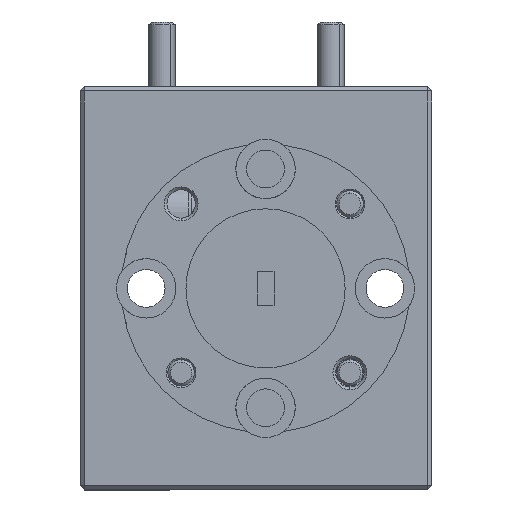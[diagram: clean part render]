
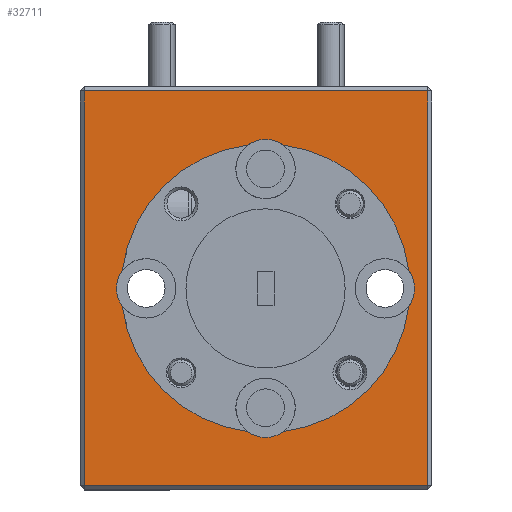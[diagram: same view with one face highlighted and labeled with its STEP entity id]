
A CAD part, left-side view. The second image highlights one B-rep face of the part: STEP entity #32711.
In plain terms, the highlighted planar face has unit normal (-1, 0, 0).
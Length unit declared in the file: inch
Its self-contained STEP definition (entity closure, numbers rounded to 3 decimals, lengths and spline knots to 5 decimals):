
#187 = CIRCLE ( 'NONE', #26339, 0.07 ) ;
#204 = VERTEX_POINT ( 'NONE', #7034 ) ;
#694 = DIRECTION ( 'NONE',  ( 0., 0., 1. ) ) ;
#710 = ORIENTED_EDGE ( 'NONE', *, *, #33587, .F. ) ;
#1219 = EDGE_CURVE ( 'NONE', #37208, #30518, #24629, .T. ) ;
#1985 = LINE ( 'NONE', #28077, #10556 ) ;
#2872 = ORIENTED_EDGE ( 'NONE', *, *, #34548, .F. ) ;
#2913 = LINE ( 'NONE', #8221, #25195 ) ;
#2990 = ORIENTED_EDGE ( 'NONE', *, *, #9659, .F. ) ;
#3432 = AXIS2_PLACEMENT_3D ( 'NONE', #12141, #26062, #29261 ) ;
#3720 = VERTEX_POINT ( 'NONE', #31087 ) ;
#3772 = DIRECTION ( 'NONE',  ( 0., 0., 1. ) ) ;
#5203 = CARTESIAN_POINT ( 'NONE',  ( -4.07992, 1.39528, -0.04139 ) ) ;
#5752 = DIRECTION ( 'NONE',  ( 0., 1., 0. ) ) ;
#5866 = CIRCLE ( 'NONE', #18023, 0.34 ) ;
#6275 = CARTESIAN_POINT ( 'NONE',  ( -4.07992, 1.05786, 0.28163 ) ) ;
#6612 = ORIENTED_EDGE ( 'NONE', *, *, #28824, .F. ) ;
#7034 = CARTESIAN_POINT ( 'NONE',  ( -4.07992, 1.82228, 0.70486 ) ) ;
#7235 = VERTEX_POINT ( 'NONE', #21924 ) ;
#7539 = VECTOR ( 'NONE', #32690, 39.37008 ) ;
#8206 = VERTEX_POINT ( 'NONE', #29575 ) ;
#8221 = CARTESIAN_POINT ( 'NONE',  ( -4.07992, 1.83228, 0.70486 ) ) ;
#8810 = DIRECTION ( 'NONE',  ( 0., 0., 1. ) ) ;
#9447 = LINE ( 'NONE', #21064, #7539 ) ;
#9631 = AXIS2_PLACEMENT_3D ( 'NONE', #14347, #23660, #8810 ) ;
#9659 = EDGE_CURVE ( 'NONE', #10057, #23263, #5866, .T. ) ;
#9674 = CARTESIAN_POINT ( 'NONE',  ( -4.07992, 1.39528, 0.23986 ) ) ;
#10057 = VERTEX_POINT ( 'NONE', #32996 ) ;
#10083 = DIRECTION ( 'NONE',  ( 0., 0., -1. ) ) ;
#10556 = VECTOR ( 'NONE', #35769, 39.37008 ) ;
#10730 = CARTESIAN_POINT ( 'NONE',  ( -4.07992, 1.01328, 0.70486 ) ) ;
#10871 = CIRCLE ( 'NONE', #9631, 0.07 ) ;
#11621 = ORIENTED_EDGE ( 'NONE', *, *, #1219, .T. ) ;
#11625 = CIRCLE ( 'NONE', #16498, 0.34 ) ;
#12141 = CARTESIAN_POINT ( 'NONE',  ( -4.07992, 1.39528, 0.23986 ) ) ;
#12506 = AXIS2_PLACEMENT_3D ( 'NONE', #35182, #17482, #694 ) ;
#12933 = FACE_OUTER_BOUND ( 'NONE', #35270, .T. ) ;
#13222 = AXIS2_PLACEMENT_3D ( 'NONE', #5203, #19862, #17002 ) ;
#13415 = EDGE_CURVE ( 'NONE', #30518, #29628, #1985, .T. ) ;
#13522 = CARTESIAN_POINT ( 'NONE',  ( -4.07992, 1.73271, 0.1981 ) ) ;
#14029 = DIRECTION ( 'NONE',  ( 0., 0., 1. ) ) ;
#14347 = CARTESIAN_POINT ( 'NONE',  ( -4.07992, 1.39528, -0.04139 ) ) ;
#14413 = ORIENTED_EDGE ( 'NONE', *, *, #13415, .T. ) ;
#14489 = CARTESIAN_POINT ( 'NONE',  ( -4.07992, 1.82228, -0.22514 ) ) ;
#15089 = CARTESIAN_POINT ( 'NONE',  ( -4.07992, 1.35351, 0.57729 ) ) ;
#15406 = CARTESIAN_POINT ( 'NONE',  ( -4.07992, 1.05786, 0.1981 ) ) ;
#15417 = DIRECTION ( 'NONE',  ( 1., 0., 0. ) ) ;
#15523 = DIRECTION ( 'NONE',  ( 0., 0., 1. ) ) ;
#15796 = EDGE_LOOP ( 'NONE', ( #2990, #29627, #21426, #2872, #710, #29771, #6612, #23744, #19769, #21559 ) ) ;
#16498 = AXIS2_PLACEMENT_3D ( 'NONE', #35786, #27399, #27591 ) ;
#16499 = DIRECTION ( 'NONE',  ( 0., 0., 1. ) ) ;
#16621 = EDGE_CURVE ( 'NONE', #18954, #32380, #33297, .T. ) ;
#17002 = DIRECTION ( 'NONE',  ( 0., 0., 1. ) ) ;
#17482 = DIRECTION ( 'NONE',  ( -1., 0., 0. ) ) ;
#17489 = CIRCLE ( 'NONE', #18716, 0.07 ) ;
#18023 = AXIS2_PLACEMENT_3D ( 'NONE', #9674, #32902, #18433 ) ;
#18433 = DIRECTION ( 'NONE',  ( 0., 0., 1. ) ) ;
#18440 = CIRCLE ( 'NONE', #22684, 0.07 ) ;
#18716 = AXIS2_PLACEMENT_3D ( 'NONE', #20841, #32468, #15523 ) ;
#18838 = FACE_BOUND ( 'NONE', #15796, .T. ) ;
#18902 = EDGE_CURVE ( 'NONE', #33793, #28206, #11625, .T. ) ;
#18954 = VERTEX_POINT ( 'NONE', #29699 ) ;
#19369 = CARTESIAN_POINT ( 'NONE',  ( -4.07992, 1.39528, 0.23986 ) ) ;
#19380 = CIRCLE ( 'NONE', #35209, 0.34 ) ;
#19769 = ORIENTED_EDGE ( 'NONE', *, *, #18902, .F. ) ;
#19862 = DIRECTION ( 'NONE',  ( -1., 0., 0. ) ) ;
#20841 = CARTESIAN_POINT ( 'NONE',  ( -4.07992, 1.67653, 0.23986 ) ) ;
#21064 = CARTESIAN_POINT ( 'NONE',  ( -4.07992, 1.82228, -0.23514 ) ) ;
#21426 = ORIENTED_EDGE ( 'NONE', *, *, #35725, .F. ) ;
#21559 = ORIENTED_EDGE ( 'NONE', *, *, #23699, .F. ) ;
#21924 = CARTESIAN_POINT ( 'NONE',  ( -4.07992, 1.43705, -0.09756 ) ) ;
#21925 = VERTEX_POINT ( 'NONE', #13522 ) ;
#22330 = CARTESIAN_POINT ( 'NONE',  ( -4.07992, 1.83228, -0.22514 ) ) ;
#22482 = EDGE_CURVE ( 'NONE', #204, #37208, #9447, .T. ) ;
#22663 = EDGE_CURVE ( 'NONE', #29628, #204, #2913, .T. ) ;
#22684 = AXIS2_PLACEMENT_3D ( 'NONE', #36522, #29859, #3772 ) ;
#23091 = CARTESIAN_POINT ( 'NONE',  ( -4.07992, 1.73271, 0.28163 ) ) ;
#23263 = VERTEX_POINT ( 'NONE', #15406 ) ;
#23660 = DIRECTION ( 'NONE',  ( -1., 0., 0. ) ) ;
#23699 = EDGE_CURVE ( 'NONE', #23263, #33793, #28912, .T. ) ;
#23744 = ORIENTED_EDGE ( 'NONE', *, *, #27552, .F. ) ;
#24629 = LINE ( 'NONE', #22330, #26865 ) ;
#24743 = AXIS2_PLACEMENT_3D ( 'NONE', #32929, #15417, #10083 ) ;
#25195 = VECTOR ( 'NONE', #5752, 39.37008 ) ;
#25476 = DIRECTION ( 'NONE',  ( -1., 0., 0. ) ) ;
#26062 = DIRECTION ( 'NONE',  ( -1., 0., 0. ) ) ;
#26339 = AXIS2_PLACEMENT_3D ( 'NONE', #33857, #25476, #14029 ) ;
#26865 = VECTOR ( 'NONE', #33947, 39.37008 ) ;
#27399 = DIRECTION ( 'NONE',  ( -1., 0., 0. ) ) ;
#27552 = EDGE_CURVE ( 'NONE', #28206, #3720, #18440, .T. ) ;
#27591 = DIRECTION ( 'NONE',  ( 0., 0., 1. ) ) ;
#28077 = CARTESIAN_POINT ( 'NONE',  ( -4.07992, 1.01328, 0.71486 ) ) ;
#28206 = VERTEX_POINT ( 'NONE', #15089 ) ;
#28824 = EDGE_CURVE ( 'NONE', #3720, #18954, #187, .T. ) ;
#28912 = CIRCLE ( 'NONE', #12506, 0.07 ) ;
#29261 = DIRECTION ( 'NONE',  ( 0., 0., 1. ) ) ;
#29575 = CARTESIAN_POINT ( 'NONE',  ( -4.07992, 1.39528, -0.11139 ) ) ;
#29627 = ORIENTED_EDGE ( 'NONE', *, *, #36819, .F. ) ;
#29628 = VERTEX_POINT ( 'NONE', #10730 ) ;
#29699 = CARTESIAN_POINT ( 'NONE',  ( -4.07992, 1.43705, 0.57729 ) ) ;
#29771 = ORIENTED_EDGE ( 'NONE', *, *, #16621, .F. ) ;
#29859 = DIRECTION ( 'NONE',  ( -1., 0., 0. ) ) ;
#30230 = CIRCLE ( 'NONE', #13222, 0.07 ) ;
#30518 = VERTEX_POINT ( 'NONE', #30917 ) ;
#30917 = CARTESIAN_POINT ( 'NONE',  ( -4.07992, 1.01328, -0.22514 ) ) ;
#31087 = CARTESIAN_POINT ( 'NONE',  ( -4.07992, 1.39528, 0.59111 ) ) ;
#32380 = VERTEX_POINT ( 'NONE', #23091 ) ;
#32468 = DIRECTION ( 'NONE',  ( -1., 0., 0. ) ) ;
#32690 = DIRECTION ( 'NONE',  ( 0., 0., -1. ) ) ;
#32711 = ADVANCED_FACE ( 'NONE', ( #18838, #12933 ), #35612, .F. ) ;
#32902 = DIRECTION ( 'NONE',  ( -1., 0., 0. ) ) ;
#32929 = CARTESIAN_POINT ( 'NONE',  ( -4.07992, 1.83228, 0.71486 ) ) ;
#32987 = ORIENTED_EDGE ( 'NONE', *, *, #22482, .T. ) ;
#32996 = CARTESIAN_POINT ( 'NONE',  ( -4.07992, 1.35351, -0.09756 ) ) ;
#33297 = CIRCLE ( 'NONE', #3432, 0.34 ) ;
#33587 = EDGE_CURVE ( 'NONE', #32380, #21925, #17489, .T. ) ;
#33793 = VERTEX_POINT ( 'NONE', #6275 ) ;
#33857 = CARTESIAN_POINT ( 'NONE',  ( -4.07992, 1.39528, 0.52111 ) ) ;
#33947 = DIRECTION ( 'NONE',  ( 0., -1., 0. ) ) ;
#34395 = DIRECTION ( 'NONE',  ( -1., 0., 0. ) ) ;
#34548 = EDGE_CURVE ( 'NONE', #21925, #7235, #19380, .T. ) ;
#35182 = CARTESIAN_POINT ( 'NONE',  ( -4.07992, 1.11403, 0.23986 ) ) ;
#35209 = AXIS2_PLACEMENT_3D ( 'NONE', #19369, #34395, #16499 ) ;
#35270 = EDGE_LOOP ( 'NONE', ( #11621, #14413, #35894, #32987 ) ) ;
#35612 = PLANE ( 'NONE',  #24743 ) ;
#35725 = EDGE_CURVE ( 'NONE', #7235, #8206, #30230, .T. ) ;
#35769 = DIRECTION ( 'NONE',  ( 0., 0., 1. ) ) ;
#35786 = CARTESIAN_POINT ( 'NONE',  ( -4.07992, 1.39528, 0.23986 ) ) ;
#35894 = ORIENTED_EDGE ( 'NONE', *, *, #22663, .T. ) ;
#36522 = CARTESIAN_POINT ( 'NONE',  ( -4.07992, 1.39528, 0.52111 ) ) ;
#36819 = EDGE_CURVE ( 'NONE', #8206, #10057, #10871, .T. ) ;
#37208 = VERTEX_POINT ( 'NONE', #14489 ) ;
